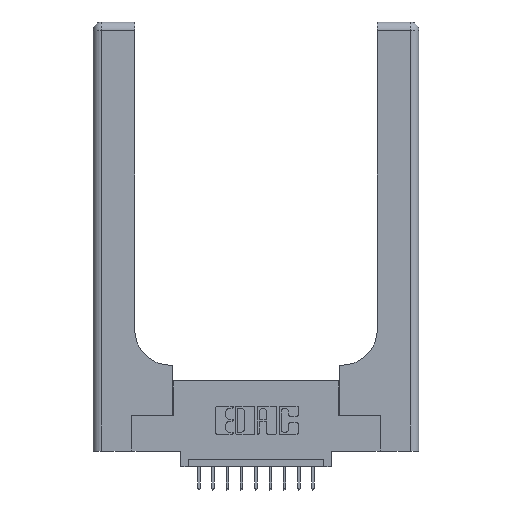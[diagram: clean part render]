
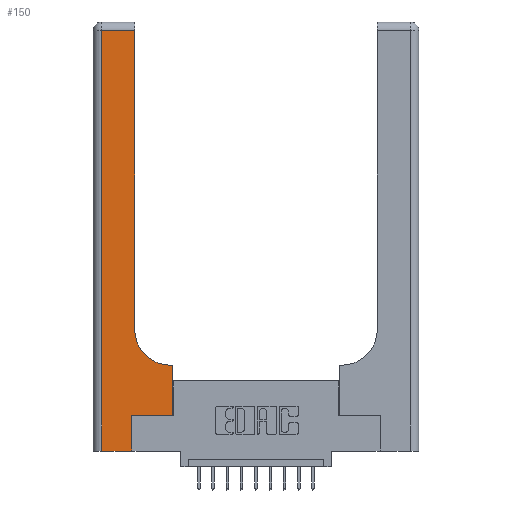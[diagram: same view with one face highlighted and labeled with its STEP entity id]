
A CAD part, top view. The second image highlights one B-rep face of the part: STEP entity #150.
In plain terms, the highlighted planar face has unit normal (0, 0, 1).
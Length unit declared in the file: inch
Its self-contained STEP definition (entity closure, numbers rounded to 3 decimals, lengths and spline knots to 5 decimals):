
#88 = EDGE_CURVE ( 'NONE', #4544, #13319, #14601, .T. ) ;
#150 = ADVANCED_FACE ( 'NONE', ( #7692 ), #13949, .F. ) ;
#327 = ORIENTED_EDGE ( 'NONE', *, *, #6057, .T. ) ;
#511 = DIRECTION ( 'NONE',  ( 1., 0., 0. ) ) ;
#657 = CARTESIAN_POINT ( 'NONE',  ( 0.2915, 0.85, 0.37 ) ) ;
#767 = LINE ( 'NONE', #15242, #5109 ) ;
#787 = VECTOR ( 'NONE', #1694, 39.37008 ) ;
#1091 = ORIENTED_EDGE ( 'NONE', *, *, #14399, .T. ) ;
#1137 = LINE ( 'NONE', #11780, #13830 ) ;
#1616 = ORIENTED_EDGE ( 'NONE', *, *, #88, .T. ) ;
#1694 = DIRECTION ( 'NONE',  ( 0., 1., 0. ) ) ;
#1738 = ORIENTED_EDGE ( 'NONE', *, *, #5807, .T. ) ;
#2303 = DIRECTION ( 'NONE',  ( 0., -1., 0. ) ) ;
#2623 = DIRECTION ( 'NONE',  ( -1., 0., 0. ) ) ;
#2932 = VERTEX_POINT ( 'NONE', #10396 ) ;
#3125 = AXIS2_PLACEMENT_3D ( 'NONE', #3213, #14570, #511 ) ;
#3213 = CARTESIAN_POINT ( 'NONE',  ( 0.5415, 0.85, 0.37 ) ) ;
#3540 = DIRECTION ( 'NONE',  ( -1., 0., 0. ) ) ;
#3574 = VERTEX_POINT ( 'NONE', #5051 ) ;
#3583 = LINE ( 'NONE', #15065, #16424 ) ;
#3604 = CARTESIAN_POINT ( 'NONE',  ( 0.5585, 0.25, 0.37 ) ) ;
#4305 = DIRECTION ( 'NONE',  ( 0., 1., 0. ) ) ;
#4358 = VERTEX_POINT ( 'NONE', #14176 ) ;
#4533 = DIRECTION ( 'NONE',  ( 1., 0., 0. ) ) ;
#4544 = VERTEX_POINT ( 'NONE', #3604 ) ;
#4863 = VECTOR ( 'NONE', #12011, 39.37008 ) ;
#5047 = CIRCLE ( 'NONE', #3125, 0.25 ) ;
#5048 = CARTESIAN_POINT ( 'NONE',  ( 0.269, 0., 0.37 ) ) ;
#5051 = CARTESIAN_POINT ( 'NONE',  ( 0.06, 2.94, 0.37 ) ) ;
#5109 = VECTOR ( 'NONE', #2303, 39.37008 ) ;
#5166 = ORIENTED_EDGE ( 'NONE', *, *, #5507, .T. ) ;
#5467 = CARTESIAN_POINT ( 'NONE',  ( 0.5585, 0.25, 0.37 ) ) ;
#5507 = EDGE_CURVE ( 'NONE', #4358, #11127, #3583, .T. ) ;
#5807 = EDGE_CURVE ( 'NONE', #6009, #3574, #14066, .T. ) ;
#5943 = VECTOR ( 'NONE', #2623, 39.37008 ) ;
#5980 = EDGE_LOOP ( 'NONE', ( #6084, #1738, #1091, #5166, #327, #11729, #1616, #6136, #13181 ) ) ;
#6009 = VERTEX_POINT ( 'NONE', #10273 ) ;
#6057 = EDGE_CURVE ( 'NONE', #11127, #15005, #7970, .T. ) ;
#6084 = ORIENTED_EDGE ( 'NONE', *, *, #11813, .T. ) ;
#6136 = ORIENTED_EDGE ( 'NONE', *, *, #6796, .T. ) ;
#6796 = EDGE_CURVE ( 'NONE', #13319, #2932, #1137, .T. ) ;
#7692 = FACE_OUTER_BOUND ( 'NONE', #5980, .T. ) ;
#7970 = LINE ( 'NONE', #10560, #787 ) ;
#8024 = CARTESIAN_POINT ( 'NONE',  ( 0.5585, 0.6, 0.37 ) ) ;
#8445 = EDGE_CURVE ( 'NONE', #2932, #12164, #5047, .T. ) ;
#9789 = CARTESIAN_POINT ( 'NONE',  ( 0.269, 0.25, 0.37 ) ) ;
#9918 = DIRECTION ( 'NONE',  ( 0., 0., -1. ) ) ;
#10046 = VECTOR ( 'NONE', #4305, 39.37008 ) ;
#10273 = CARTESIAN_POINT ( 'NONE',  ( 0.2915, 2.94, 0.37 ) ) ;
#10396 = CARTESIAN_POINT ( 'NONE',  ( 0.5415, 0.6, 0.37 ) ) ;
#10560 = CARTESIAN_POINT ( 'NONE',  ( 0.269, 0., 0.37 ) ) ;
#11127 = VERTEX_POINT ( 'NONE', #5048 ) ;
#11340 = CARTESIAN_POINT ( 'NONE',  ( 0., 3., 0.37 ) ) ;
#11729 = ORIENTED_EDGE ( 'NONE', *, *, #15319, .T. ) ;
#11780 = CARTESIAN_POINT ( 'NONE',  ( 0.2915, 0.6, 0.37 ) ) ;
#11813 = EDGE_CURVE ( 'NONE', #12164, #6009, #12118, .T. ) ;
#12011 = DIRECTION ( 'NONE',  ( 0., 1., 0. ) ) ;
#12090 = CARTESIAN_POINT ( 'NONE',  ( 0.2915, 3., 0.37 ) ) ;
#12118 = LINE ( 'NONE', #12090, #10046 ) ;
#12164 = VERTEX_POINT ( 'NONE', #657 ) ;
#12209 = LINE ( 'NONE', #13777, #15390 ) ;
#12464 = DIRECTION ( 'NONE',  ( 1., 0., 0. ) ) ;
#13181 = ORIENTED_EDGE ( 'NONE', *, *, #8445, .T. ) ;
#13319 = VERTEX_POINT ( 'NONE', #8024 ) ;
#13777 = CARTESIAN_POINT ( 'NONE',  ( 0.269, 0.25, 0.37 ) ) ;
#13830 = VECTOR ( 'NONE', #14420, 39.37008 ) ;
#13949 = PLANE ( 'NONE',  #14795 ) ;
#14066 = LINE ( 'NONE', #15436, #5943 ) ;
#14176 = CARTESIAN_POINT ( 'NONE',  ( 0.06, 0., 0.37 ) ) ;
#14399 = EDGE_CURVE ( 'NONE', #3574, #4358, #767, .T. ) ;
#14420 = DIRECTION ( 'NONE',  ( -1., 0., 0. ) ) ;
#14570 = DIRECTION ( 'NONE',  ( 0., 0., -1. ) ) ;
#14601 = LINE ( 'NONE', #5467, #4863 ) ;
#14795 = AXIS2_PLACEMENT_3D ( 'NONE', #11340, #9918, #3540 ) ;
#15005 = VERTEX_POINT ( 'NONE', #9789 ) ;
#15065 = CARTESIAN_POINT ( 'NONE',  ( 0., 0., 0.37 ) ) ;
#15242 = CARTESIAN_POINT ( 'NONE',  ( 0.06, 3., 0.37 ) ) ;
#15319 = EDGE_CURVE ( 'NONE', #15005, #4544, #12209, .T. ) ;
#15390 = VECTOR ( 'NONE', #12464, 39.37008 ) ;
#15436 = CARTESIAN_POINT ( 'NONE',  ( 0., 2.94, 0.37 ) ) ;
#16424 = VECTOR ( 'NONE', #4533, 39.37008 ) ;
